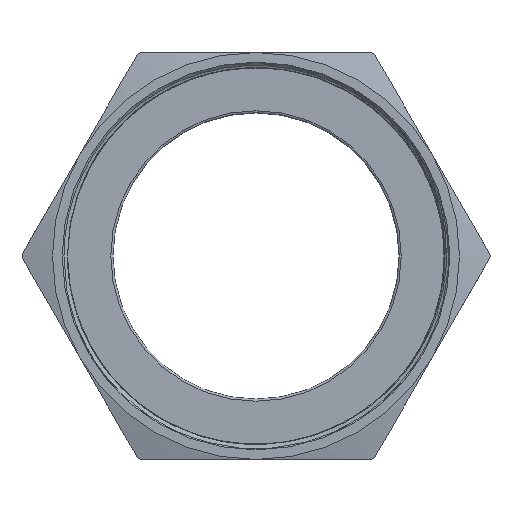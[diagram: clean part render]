
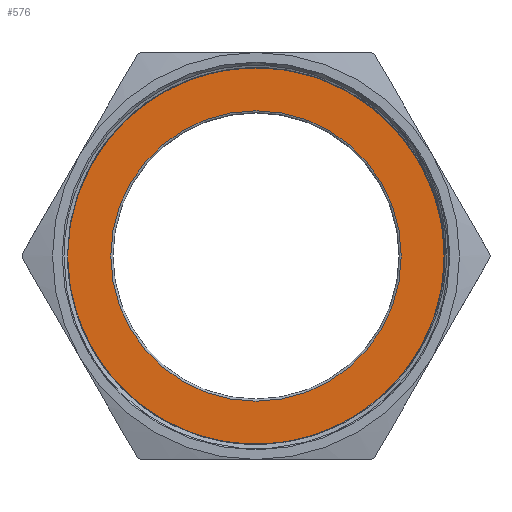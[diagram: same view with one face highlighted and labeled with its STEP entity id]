
A CAD part, left-side view. The second image highlights one B-rep face of the part: STEP entity #576.
In plain terms, the highlighted planar face has unit normal (-1, 0, 0).
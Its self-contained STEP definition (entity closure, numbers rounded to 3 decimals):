
#75=PLANE('',#651);
#101=FACE_BOUND('',#186,.T.);
#138=FACE_OUTER_BOUND('',#185,.T.);
#185=EDGE_LOOP('',(#529));
#186=EDGE_LOOP('',(#530));
#196=CIRCLE('',#600,44.);
#220=CIRCLE('',#650,33.9);
#254=VERTEX_POINT('',#3913);
#290=VERTEX_POINT('',#4673);
#314=EDGE_CURVE('',#254,#254,#196,.T.);
#370=EDGE_CURVE('',#290,#290,#220,.T.);
#529=ORIENTED_EDGE('',*,*,#314,.F.);
#530=ORIENTED_EDGE('',*,*,#370,.T.);
#576=ADVANCED_FACE('',(#138,#101),#75,.T.);
#600=AXIS2_PLACEMENT_3D('',#3914,#684,#685);
#650=AXIS2_PLACEMENT_3D('',#4674,#802,#803);
#651=AXIS2_PLACEMENT_3D('',#4675,#804,#805);
#684=DIRECTION('center_axis',(1.,0.,0.));
#685=DIRECTION('ref_axis',(0.,0.,-1.));
#802=DIRECTION('center_axis',(1.,0.,0.));
#803=DIRECTION('ref_axis',(0.,0.,-1.));
#804=DIRECTION('center_axis',(-1.,0.,0.));
#805=DIRECTION('ref_axis',(0.,0.,1.));
#3913=CARTESIAN_POINT('',(-19.1,44.,0.));
#3914=CARTESIAN_POINT('Origin',(-19.1,0.,0.));
#4673=CARTESIAN_POINT('',(-19.1,33.9,0.));
#4674=CARTESIAN_POINT('Origin',(-19.1,0.,0.));
#4675=CARTESIAN_POINT('Origin',(-19.1,44.,0.));
